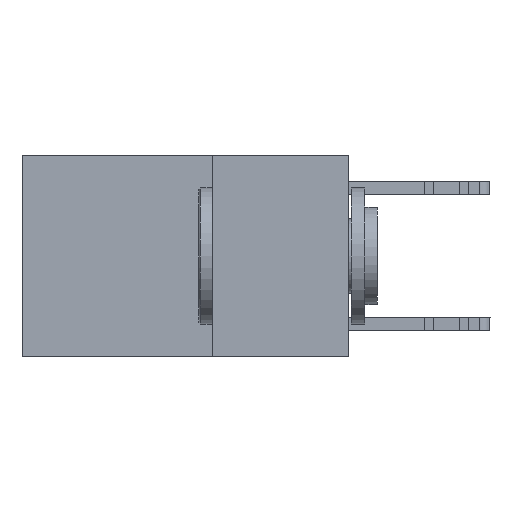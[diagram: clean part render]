
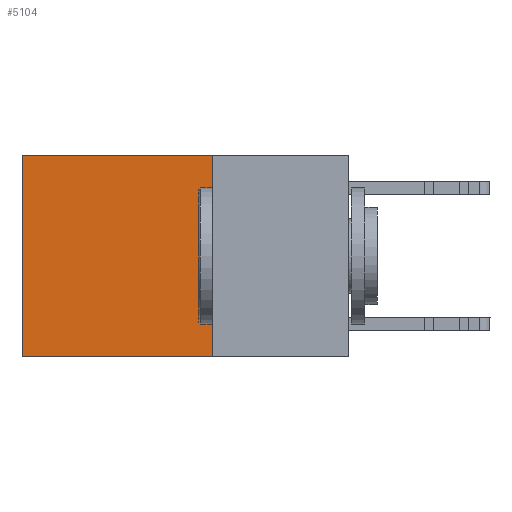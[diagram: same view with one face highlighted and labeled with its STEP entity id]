
A CAD part, left-side view. The second image highlights one B-rep face of the part: STEP entity #5104.
In plain terms, the highlighted planar face has unit normal (-1, 0, 0).
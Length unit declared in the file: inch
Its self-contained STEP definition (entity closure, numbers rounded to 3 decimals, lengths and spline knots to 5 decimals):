
#44 = DIRECTION ( 'NONE',  ( 0., 1., 0. ) ) ;
#77 = CARTESIAN_POINT ( 'NONE',  ( 0.2625, 0.25, 0. ) ) ;
#634 = ORIENTED_EDGE ( 'NONE', *, *, #17987, .F. ) ;
#1310 = ORIENTED_EDGE ( 'NONE', *, *, #29096, .T. ) ;
#1364 = VERTEX_POINT ( 'NONE', #13898 ) ;
#4618 = VERTEX_POINT ( 'NONE', #5589 ) ;
#5104 = ADVANCED_FACE ( 'NONE', ( #9997 ), #20281, .F. ) ;
#5589 = CARTESIAN_POINT ( 'NONE',  ( 0.2625, 0.25, -0.37 ) ) ;
#6393 = CARTESIAN_POINT ( 'NONE',  ( 0.2625, 0.6, 0. ) ) ;
#7308 = DIRECTION ( 'NONE',  ( 0., 1., 0. ) ) ;
#7377 = CARTESIAN_POINT ( 'NONE',  ( 0.2625, 0.25, -0.37 ) ) ;
#9448 = ORIENTED_EDGE ( 'NONE', *, *, #23988, .T. ) ;
#9637 = CARTESIAN_POINT ( 'NONE',  ( 0.2625, 0.6, 0. ) ) ;
#9997 = FACE_OUTER_BOUND ( 'NONE', #28354, .T. ) ;
#10541 = VERTEX_POINT ( 'NONE', #24603 ) ;
#10759 = LINE ( 'NONE', #7377, #12037 ) ;
#11761 = VERTEX_POINT ( 'NONE', #6393 ) ;
#11991 = DIRECTION ( 'NONE',  ( 0., 0., -1. ) ) ;
#12037 = VECTOR ( 'NONE', #7308, 39.37008 ) ;
#13530 = CARTESIAN_POINT ( 'NONE',  ( 0.2625, 0.25, 0. ) ) ;
#13898 = CARTESIAN_POINT ( 'NONE',  ( 0.2625, 0.25, 0. ) ) ;
#16328 = ORIENTED_EDGE ( 'NONE', *, *, #23609, .F. ) ;
#17987 = EDGE_CURVE ( 'NONE', #1364, #4618, #28263, .T. ) ;
#19889 = DIRECTION ( 'NONE',  ( 0., 0., -1. ) ) ;
#20048 = VECTOR ( 'NONE', #44, 39.37008 ) ;
#20142 = LINE ( 'NONE', #77, #20048 ) ;
#20165 = DIRECTION ( 'NONE',  ( 1., 0., 0. ) ) ;
#20281 = PLANE ( 'NONE',  #28370 ) ;
#21018 = CARTESIAN_POINT ( 'NONE',  ( 0.2625, 0.25, 0. ) ) ;
#23609 = EDGE_CURVE ( 'NONE', #4618, #10541, #10759, .T. ) ;
#23988 = EDGE_CURVE ( 'NONE', #1364, #11761, #20142, .T. ) ;
#24603 = CARTESIAN_POINT ( 'NONE',  ( 0.2625, 0.6, -0.37 ) ) ;
#26665 = VECTOR ( 'NONE', #11991, 39.37008 ) ;
#27032 = LINE ( 'NONE', #9637, #26665 ) ;
#28030 = VECTOR ( 'NONE', #28074, 39.37008 ) ;
#28074 = DIRECTION ( 'NONE',  ( 0., 0., -1. ) ) ;
#28263 = LINE ( 'NONE', #13530, #28030 ) ;
#28354 = EDGE_LOOP ( 'NONE', ( #1310, #16328, #634, #9448 ) ) ;
#28370 = AXIS2_PLACEMENT_3D ( 'NONE', #21018, #20165, #19889 ) ;
#29096 = EDGE_CURVE ( 'NONE', #11761, #10541, #27032, .T. ) ;
